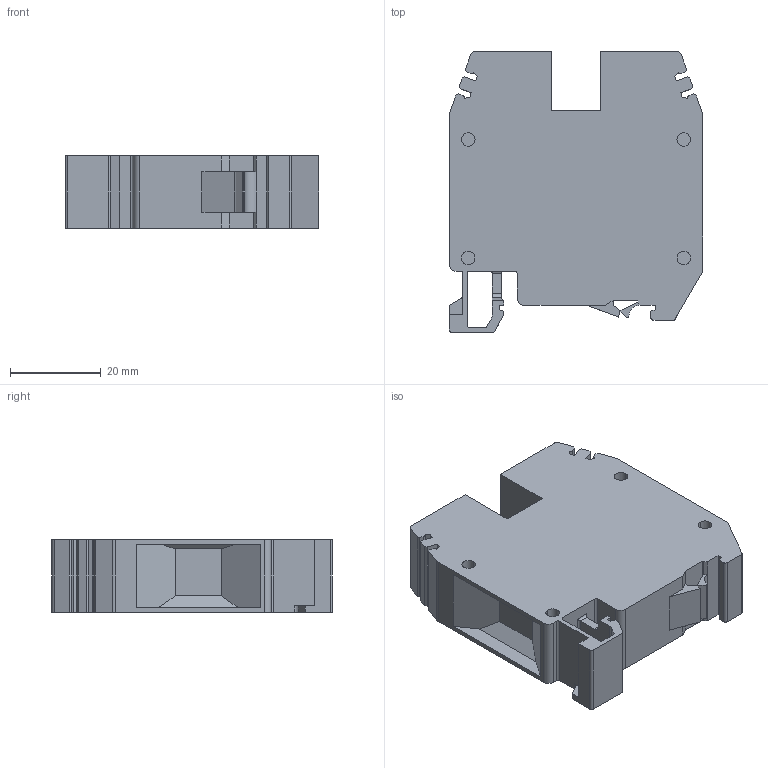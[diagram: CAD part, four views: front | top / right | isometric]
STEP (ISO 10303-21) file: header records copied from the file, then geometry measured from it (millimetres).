
FILE_DESCRIPTION(('OneSpaceDesigner STEP Export'),'2;1');
FILE_NAME('CBC.35.stp','2008-06-11T 9:35:54',(''),(''),'OneSpace Designer STEP processor for AP214 (Solid Model)','OneSpace Modeling 15.50 10-Aug-2007 (C) CoCreate Software GmbH','');
FILE_SCHEMA(('AUTOMOTIVE_DESIGN { 1 0 10303 214 1 1 1 1 }'));
Length unit declared in the file: millimetre
Products named in the file (2): CBC.35
Assembly tree (1 placements, depth 2):
  CBC.35
    CBC.35
Bounding box: 56 x 62 x 16 mm (x, y, z)
Volume: 41300.9 mm3; surface area: 12440.6 mm2
Topology: 1 solids, 1 shells, 154 faces, 433 edges, 287 vertices
Faces by surface type: plane 110, cylinder 44
Entity records: 4813 total; most frequent: ORIENTED_EDGE 866, CARTESIAN_POINT 838, DIRECTION 762, EDGE_CURVE 433, VECTOR 340, LINE 340, VERTEX_POINT 287, AXIS2_PLACEMENT_3D 211
